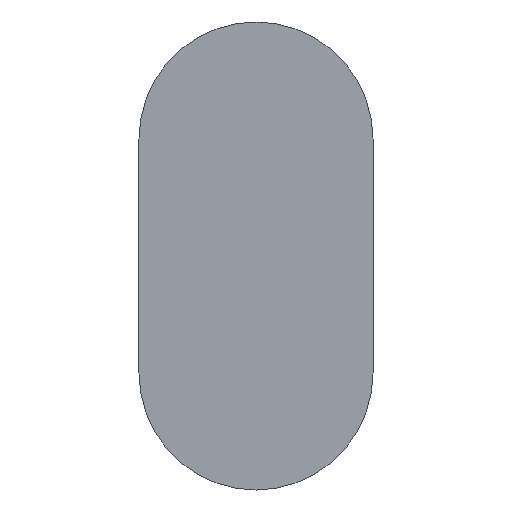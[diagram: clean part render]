
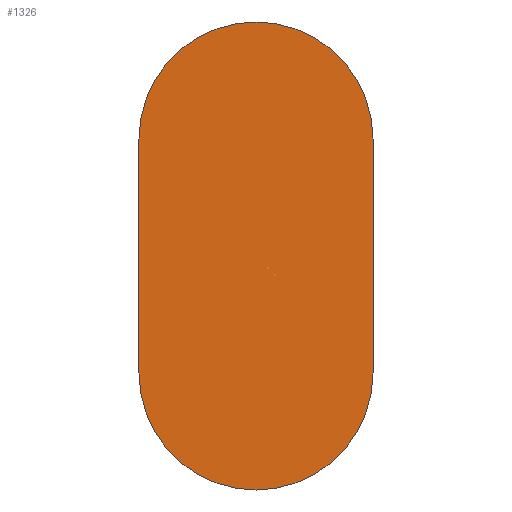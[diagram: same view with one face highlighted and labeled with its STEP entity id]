
A CAD part, front view. The second image highlights one B-rep face of the part: STEP entity #1326.
In plain terms, the highlighted planar face has unit normal (0, -1, 0).
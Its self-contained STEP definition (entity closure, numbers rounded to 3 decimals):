
#23 = DIRECTION ( 'NONE',  ( 0., 0., 1. ) ) ;
#37 = EDGE_CURVE ( 'NONE', #1541, #1238, #874, .T. ) ;
#146 = DIRECTION ( 'NONE',  ( 0., 0., 1. ) ) ;
#178 = DIRECTION ( 'NONE',  ( 0., 1., 0. ) ) ;
#204 = CIRCLE ( 'NONE', #504, 4. ) ;
#215 = VERTEX_POINT ( 'NONE', #557 ) ;
#250 = EDGE_CURVE ( 'NONE', #555, #901, #204, .T. ) ;
#263 = ORIENTED_EDGE ( 'NONE', *, *, #1188, .F. ) ;
#266 = DIRECTION ( 'NONE',  ( 0., 1., 0. ) ) ;
#360 = VECTOR ( 'NONE', #146, 1000. ) ;
#381 = CARTESIAN_POINT ( 'NONE',  ( 0., 0., 4. ) ) ;
#386 = EDGE_CURVE ( 'NONE', #901, #215, #1426, .T. ) ;
#434 = CARTESIAN_POINT ( 'NONE',  ( 0., 0., -8. ) ) ;
#504 = AXIS2_PLACEMENT_3D ( 'NONE', #1497, #178, #23 ) ;
#551 = EDGE_CURVE ( 'NONE', #215, #1541, #672, .T. ) ;
#555 = VERTEX_POINT ( 'NONE', #1606 ) ;
#557 = CARTESIAN_POINT ( 'NONE',  ( -4., 0., -4. ) ) ;
#597 = CARTESIAN_POINT ( 'NONE',  ( 0., 0., -4. ) ) ;
#624 = AXIS2_PLACEMENT_3D ( 'NONE', #381, #1564, #755 ) ;
#659 = FACE_OUTER_BOUND ( 'NONE', #1301, .T. ) ;
#664 = DIRECTION ( 'NONE',  ( 0., 0., -1. ) ) ;
#672 = LINE ( 'NONE', #1046, #360 ) ;
#731 = ORIENTED_EDGE ( 'NONE', *, *, #386, .F. ) ;
#740 = DIRECTION ( 'NONE',  ( 0., 0., 1. ) ) ;
#755 = DIRECTION ( 'NONE',  ( 0., 0., -1. ) ) ;
#775 = PLANE ( 'NONE',  #624 ) ;
#798 = AXIS2_PLACEMENT_3D ( 'NONE', #1345, #266, #664 ) ;
#809 = CARTESIAN_POINT ( 'NONE',  ( -4., 0., 4. ) ) ;
#874 = CIRCLE ( 'NONE', #798, 4. ) ;
#901 = VERTEX_POINT ( 'NONE', #434 ) ;
#1046 = CARTESIAN_POINT ( 'NONE',  ( -4., 0., -4. ) ) ;
#1127 = DIRECTION ( 'NONE',  ( 0., 1., 0. ) ) ;
#1128 = CARTESIAN_POINT ( 'NONE',  ( 4., 0., -4. ) ) ;
#1152 = CARTESIAN_POINT ( 'NONE',  ( 4., 0., 4. ) ) ;
#1188 = EDGE_CURVE ( 'NONE', #1238, #555, #1669, .T. ) ;
#1238 = VERTEX_POINT ( 'NONE', #1152 ) ;
#1301 = EDGE_LOOP ( 'NONE', ( #1399, #1612, #731, #1587, #263 ) ) ;
#1326 = ADVANCED_FACE ( 'NONE', ( #659 ), #775, .T. ) ;
#1345 = CARTESIAN_POINT ( 'NONE',  ( 0., 0., 4. ) ) ;
#1371 = DIRECTION ( 'NONE',  ( 0., 0., -1. ) ) ;
#1399 = ORIENTED_EDGE ( 'NONE', *, *, #37, .F. ) ;
#1426 = CIRCLE ( 'NONE', #1573, 4. ) ;
#1497 = CARTESIAN_POINT ( 'NONE',  ( 0., 0., -4. ) ) ;
#1541 = VERTEX_POINT ( 'NONE', #809 ) ;
#1564 = DIRECTION ( 'NONE',  ( 0., -1., 0. ) ) ;
#1573 = AXIS2_PLACEMENT_3D ( 'NONE', #597, #1127, #740 ) ;
#1587 = ORIENTED_EDGE ( 'NONE', *, *, #250, .F. ) ;
#1606 = CARTESIAN_POINT ( 'NONE',  ( 4., 0., -4. ) ) ;
#1612 = ORIENTED_EDGE ( 'NONE', *, *, #551, .F. ) ;
#1616 = VECTOR ( 'NONE', #1371, 1000. ) ;
#1669 = LINE ( 'NONE', #1128, #1616 ) ;
